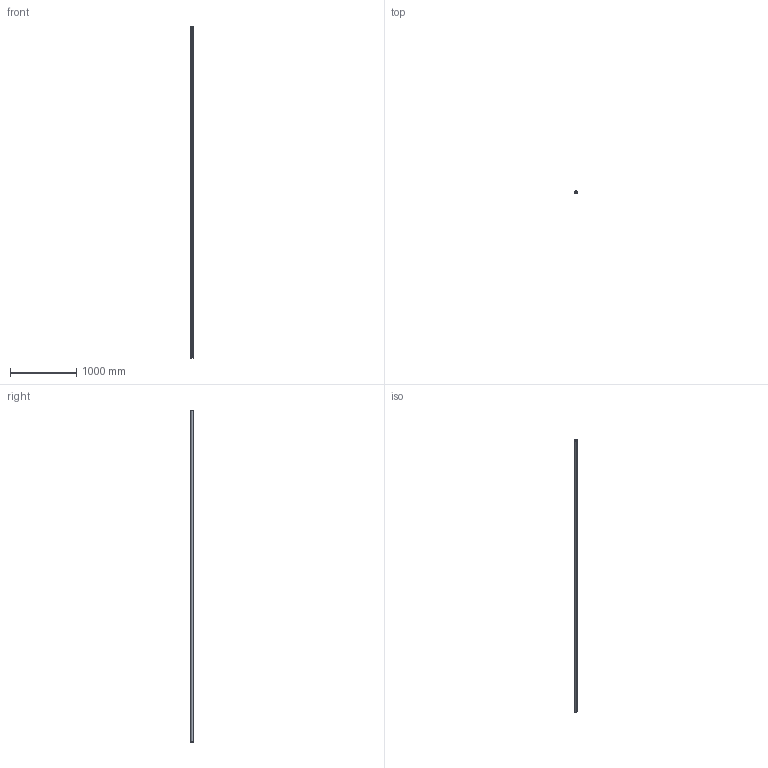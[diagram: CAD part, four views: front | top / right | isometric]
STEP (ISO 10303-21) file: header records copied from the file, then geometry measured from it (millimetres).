
FILE_DESCRIPTION (( 'STEP AP214' ), '1' );
FILE_NAME ('A_6920-042.STEP', '2021-04-14T06:15:23', ( '' ), ( '' ), 'SwSTEP 2.0', 'SolidWorks 2019', '' );
FILE_SCHEMA (( 'AUTOMOTIVE_DESIGN' ));
Length unit declared in the file: millimetre
Products named in the file (1): A_6920-042
Bounding box: 42.3 x 36.99 x 5000 mm (x, y, z)
Volume: 1290204.8 mm3; surface area: 1717852.8 mm2
Topology: 1 solids, 1 shells, 19 faces, 51 edges, 34 vertices
Faces by surface type: cylinder 8, plane 8, bspline 3
Entity records: 687 total; most frequent: CARTESIAN_POINT 180, ORIENTED_EDGE 102, DIRECTION 95, EDGE_CURVE 51, VERTEX_POINT 34, AXIS2_PLACEMENT_3D 33, VECTOR 29, LINE 29
